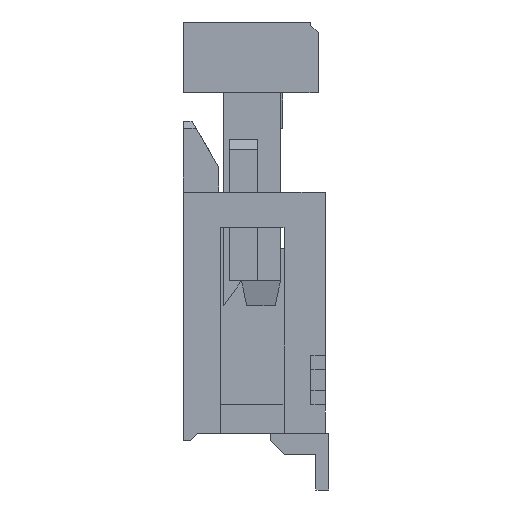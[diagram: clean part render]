
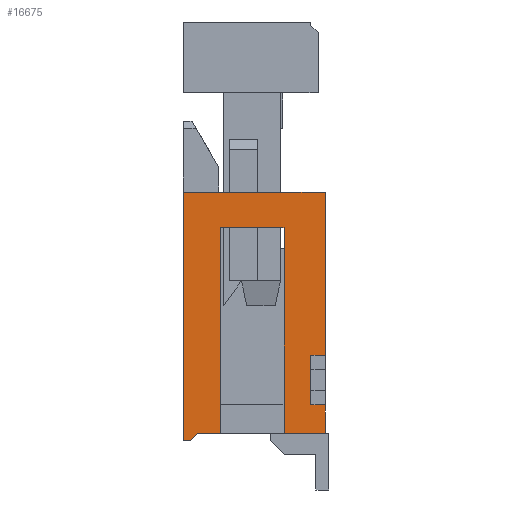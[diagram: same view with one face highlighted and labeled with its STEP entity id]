
A CAD part, left-side view. The second image highlights one B-rep face of the part: STEP entity #16675.
In plain terms, the highlighted planar face has unit normal (-1, 0, 0).
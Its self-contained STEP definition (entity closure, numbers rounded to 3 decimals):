
#13=DIRECTION('',(0.,-1.,0.));
#14=VECTOR('',#13,0.1);
#15=CARTESIAN_POINT('',(-9.8,2.,0.));
#16=LINE('',#15,#14);
#17=DIRECTION('',(0.,1.,0.));
#18=VECTOR('',#17,0.9);
#19=CARTESIAN_POINT('',(-9.8,0.58,3.));
#20=LINE('',#19,#18);
#21=DIRECTION('',(0.,0.,1.));
#22=VECTOR('',#21,2.9);
#23=CARTESIAN_POINT('',(-9.8,1.48,0.1));
#24=LINE('',#23,#22);
#25=DIRECTION('',(0.,1.,0.));
#26=VECTOR('',#25,0.32);
#27=CARTESIAN_POINT('',(-9.8,1.48,0.1));
#28=LINE('',#27,#26);
#29=DIRECTION('',(0.,-0.707,0.707));
#30=VECTOR('',#29,0.141);
#31=CARTESIAN_POINT('',(-9.8,1.9,0.));
#32=LINE('',#31,#30);
#33=DIRECTION('',(0.,0.,1.));
#34=VECTOR('',#33,3.5);
#35=CARTESIAN_POINT('',(-9.8,2.,0.));
#36=LINE('',#35,#34);
#37=DIRECTION('',(0.,1.,0.));
#38=VECTOR('',#37,0.2);
#39=CARTESIAN_POINT('',(-9.8,0.,1.2));
#40=LINE('',#39,#38);
#41=DIRECTION('',(0.,0.,-1.));
#42=VECTOR('',#41,0.7);
#43=CARTESIAN_POINT('',(-9.8,0.2,1.2));
#44=LINE('',#43,#42);
#45=DIRECTION('',(0.,1.,0.));
#46=VECTOR('',#45,0.2);
#47=CARTESIAN_POINT('',(-9.8,0.,0.5));
#48=LINE('',#47,#46);
#49=DIRECTION('',(0.,1.,0.));
#50=VECTOR('',#49,0.58);
#51=CARTESIAN_POINT('',(-9.8,0.,0.1));
#52=LINE('',#51,#50);
#53=DIRECTION('',(0.,0.,1.));
#54=VECTOR('',#53,2.9);
#55=CARTESIAN_POINT('',(-9.8,0.58,0.1));
#56=LINE('',#55,#54);
#449=DIRECTION('',(0.,-1.,0.));
#450=VECTOR('',#449,2.);
#451=CARTESIAN_POINT('',(-9.8,2.,3.5));
#452=LINE('',#451,#450);
#917=DIRECTION('',(0.,0.,1.));
#918=VECTOR('',#917,0.4);
#919=CARTESIAN_POINT('',(-9.8,0.,0.1));
#920=LINE('',#919,#918);
#949=DIRECTION('',(0.,0.,1.));
#950=VECTOR('',#949,2.3);
#951=CARTESIAN_POINT('',(-9.8,0.,1.2));
#952=LINE('',#951,#950);
#12576=CARTESIAN_POINT('',(-9.8,2.,0.));
#12578=VERTEX_POINT('',#12576);
#12579=CARTESIAN_POINT('',(-9.8,0.,3.5));
#12581=VERTEX_POINT('',#12579);
#12585=CARTESIAN_POINT('',(-9.8,2.,3.5));
#12586=VERTEX_POINT('',#12585);
#12635=CARTESIAN_POINT('',(-9.8,0.,1.2));
#12636=VERTEX_POINT('',#12635);
#12643=CARTESIAN_POINT('',(-9.8,0.2,1.2));
#12644=CARTESIAN_POINT('',(-9.8,0.2,0.5));
#12645=VERTEX_POINT('',#12643);
#12646=VERTEX_POINT('',#12644);
#12773=CARTESIAN_POINT('',(-9.8,0.58,3.));
#12774=CARTESIAN_POINT('',(-9.8,1.48,3.));
#12775=VERTEX_POINT('',#12773);
#12776=VERTEX_POINT('',#12774);
#12777=CARTESIAN_POINT('',(-9.8,0.58,0.1));
#12778=VERTEX_POINT('',#12777);
#12779=CARTESIAN_POINT('',(-9.8,1.48,0.1));
#12780=VERTEX_POINT('',#12779);
#13059=CARTESIAN_POINT('',(-9.8,1.9,0.));
#13061=VERTEX_POINT('',#13059);
#13065=CARTESIAN_POINT('',(-9.8,1.8,0.1));
#13066=VERTEX_POINT('',#13065);
#13067=CARTESIAN_POINT('',(-9.8,0.,0.1));
#13068=CARTESIAN_POINT('',(-9.8,0.,0.5));
#13069=VERTEX_POINT('',#13067);
#13070=VERTEX_POINT('',#13068);
#16642=CARTESIAN_POINT('',(-9.8,2.,0.));
#16643=DIRECTION('',(-1.,0.,0.));
#16644=DIRECTION('',(0.,-1.,0.));
#16645=AXIS2_PLACEMENT_3D('',#16642,#16643,#16644);
#16646=PLANE('',#16645);
#16648=ORIENTED_EDGE('',*,*,#16647,.T.);
#16650=ORIENTED_EDGE('',*,*,#16649,.F.);
#16652=ORIENTED_EDGE('',*,*,#16651,.T.);
#16653=ORIENTED_EDGE('',*,*,#16633,.F.);
#16654=ORIENTED_EDGE('',*,*,#16622,.F.);
#16656=ORIENTED_EDGE('',*,*,#16655,.T.);
#16658=ORIENTED_EDGE('',*,*,#16657,.T.);
#16660=ORIENTED_EDGE('',*,*,#16659,.F.);
#16662=ORIENTED_EDGE('',*,*,#16661,.T.);
#16664=ORIENTED_EDGE('',*,*,#16663,.T.);
#16666=ORIENTED_EDGE('',*,*,#16665,.F.);
#16668=ORIENTED_EDGE('',*,*,#16667,.F.);
#16670=ORIENTED_EDGE('',*,*,#16669,.T.);
#16672=ORIENTED_EDGE('',*,*,#16671,.T.);
#16673=EDGE_LOOP('',(#16648,#16650,#16652,#16653,#16654,#16656,#16658,#16660,
#16662,#16664,#16666,#16668,#16670,#16672));
#16674=FACE_OUTER_BOUND('',#16673,.F.);
#16675=ADVANCED_FACE('',(#16674),#16646,.T.);
#16622=EDGE_CURVE('',#12578,#13061,#16,.T.);
#16633=EDGE_CURVE('',#13061,#13066,#32,.T.);
#16647=EDGE_CURVE('',#12775,#12776,#20,.T.);
#16649=EDGE_CURVE('',#12780,#12776,#24,.T.);
#16651=EDGE_CURVE('',#12780,#13066,#28,.T.);
#16655=EDGE_CURVE('',#12578,#12586,#36,.T.);
#16657=EDGE_CURVE('',#12586,#12581,#452,.T.);
#16659=EDGE_CURVE('',#12636,#12581,#952,.T.);
#16661=EDGE_CURVE('',#12636,#12645,#40,.T.);
#16663=EDGE_CURVE('',#12645,#12646,#44,.T.);
#16665=EDGE_CURVE('',#13070,#12646,#48,.T.);
#16667=EDGE_CURVE('',#13069,#13070,#920,.T.);
#16669=EDGE_CURVE('',#13069,#12778,#52,.T.);
#16671=EDGE_CURVE('',#12778,#12775,#56,.T.);
